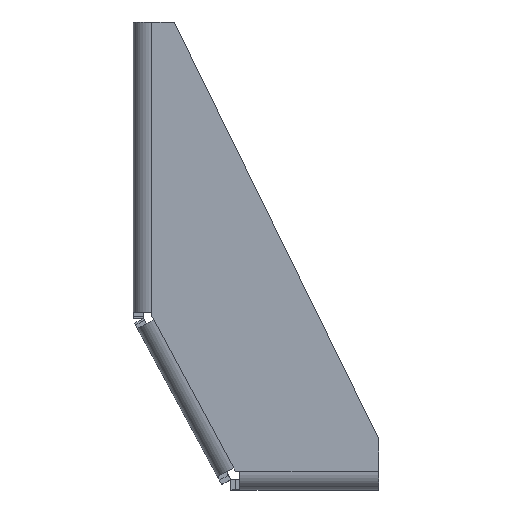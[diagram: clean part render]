
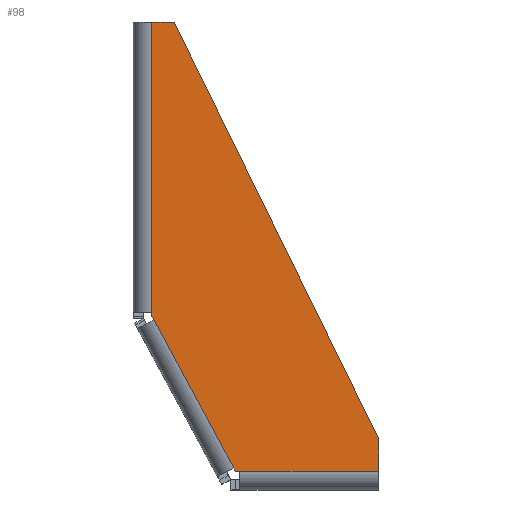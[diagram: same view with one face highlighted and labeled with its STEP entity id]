
A CAD part, top view. The second image highlights one B-rep face of the part: STEP entity #98.
In plain terms, the highlighted planar face has unit normal (0, 0, 1).
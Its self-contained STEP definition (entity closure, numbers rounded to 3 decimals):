
#35 = LINE ( 'NONE', #931, #988 ) ;
#44 = CARTESIAN_POINT ( 'NONE',  ( 60., 8., 0. ) ) ;
#98 = ADVANCED_FACE ( 'NONE', ( #99 ), #819, .T. ) ;
#99 = FACE_OUTER_BOUND ( 'NONE', #470, .T. ) ;
#111 = VECTOR ( 'NONE', #921, 1000. ) ;
#117 = VERTEX_POINT ( 'NONE', #1221 ) ;
#152 = DIRECTION ( 'NONE',  ( -1., 0., 0. ) ) ;
#157 = DIRECTION ( 'NONE',  ( -1., 0., 0. ) ) ;
#190 = EDGE_CURVE ( 'NONE', #716, #1531, #230, .T. ) ;
#210 = VECTOR ( 'NONE', #157, 1000. ) ;
#222 = EDGE_CURVE ( 'NONE', #1650, #716, #496, .T. ) ;
#230 = LINE ( 'NONE', #841, #701 ) ;
#244 = LINE ( 'NONE', #1308, #1576 ) ;
#301 = CARTESIAN_POINT ( 'NONE',  ( 4.5, 110., 0. ) ) ;
#311 = CARTESIAN_POINT ( 'NONE',  ( 10., 110., 0. ) ) ;
#353 = VERTEX_POINT ( 'NONE', #1117 ) ;
#429 = DIRECTION ( 'NONE',  ( 0., -1., 0. ) ) ;
#450 = CARTESIAN_POINT ( 'NONE',  ( 4.5, 39., 0. ) ) ;
#470 = EDGE_LOOP ( 'NONE', ( #1010, #1304, #1082, #1473, #1283, #1607, #540, #1001, #1574, #1296 ) ) ;
#477 = EDGE_CURVE ( 'NONE', #1593, #653, #1448, .T. ) ;
#496 = LINE ( 'NONE', #301, #1162 ) ;
#527 = EDGE_CURVE ( 'NONE', #1643, #1650, #669, .T. ) ;
#536 = EDGE_CURVE ( 'NONE', #1553, #1593, #1331, .T. ) ;
#540 = ORIENTED_EDGE ( 'NONE', *, *, #477, .F. ) ;
#560 = CARTESIAN_POINT ( 'NONE',  ( 60., 0., 0. ) ) ;
#561 = DIRECTION ( 'NONE',  ( 1., 0., 0. ) ) ;
#573 = LINE ( 'NONE', #1015, #1230 ) ;
#633 = VECTOR ( 'NONE', #807, 1000. ) ;
#653 = VERTEX_POINT ( 'NONE', #1594 ) ;
#667 = CARTESIAN_POINT ( 'NONE',  ( 60., 110., 0. ) ) ;
#669 = LINE ( 'NONE', #1326, #1374 ) ;
#701 = VECTOR ( 'NONE', #1083, 1000. ) ;
#704 = CARTESIAN_POINT ( 'NONE',  ( 4.5, 110., 0. ) ) ;
#716 = VERTEX_POINT ( 'NONE', #450 ) ;
#797 = EDGE_CURVE ( 'NONE', #1643, #1553, #573, .T. ) ;
#807 = DIRECTION ( 'NONE',  ( 0., -1., 0. ) ) ;
#819 = PLANE ( 'NONE',  #1456 ) ;
#836 = EDGE_CURVE ( 'NONE', #353, #117, #1560, .T. ) ;
#841 = CARTESIAN_POINT ( 'NONE',  ( 4.5, 110., 0. ) ) ;
#844 = VECTOR ( 'NONE', #884, 1000. ) ;
#858 = VERTEX_POINT ( 'NONE', #1408 ) ;
#884 = DIRECTION ( 'NONE',  ( -0.475, 0.88, 0. ) ) ;
#902 = LINE ( 'NONE', #1452, #210 ) ;
#918 = DIRECTION ( 'NONE',  ( -0.475, 0.88, 0. ) ) ;
#921 = DIRECTION ( 'NONE',  ( -1., 0., 0. ) ) ;
#931 = CARTESIAN_POINT ( 'NONE',  ( 4.975, 37.12, 0. ) ) ;
#955 = CARTESIAN_POINT ( 'NONE',  ( 0., 110., 0. ) ) ;
#988 = VECTOR ( 'NONE', #1064, 1000. ) ;
#995 = EDGE_CURVE ( 'NONE', #117, #858, #244, .T. ) ;
#1001 = ORIENTED_EDGE ( 'NONE', *, *, #536, .F. ) ;
#1010 = ORIENTED_EDGE ( 'NONE', *, *, #222, .T. ) ;
#1015 = CARTESIAN_POINT ( 'NONE',  ( 8.063, 113.952, 0. ) ) ;
#1064 = DIRECTION ( 'NONE',  ( -0.475, 0.88, 0. ) ) ;
#1082 = ORIENTED_EDGE ( 'NONE', *, *, #1478, .F. ) ;
#1083 = DIRECTION ( 'NONE',  ( 0., -1., 0. ) ) ;
#1117 = CARTESIAN_POINT ( 'NONE',  ( 25., 0., 0. ) ) ;
#1162 = VECTOR ( 'NONE', #429, 1000. ) ;
#1189 = CARTESIAN_POINT ( 'NONE',  ( 0., 0., 0. ) ) ;
#1221 = CARTESIAN_POINT ( 'NONE',  ( 24.525, 0.88, 0. ) ) ;
#1230 = VECTOR ( 'NONE', #1402, 1000. ) ;
#1283 = ORIENTED_EDGE ( 'NONE', *, *, #836, .F. ) ;
#1296 = ORIENTED_EDGE ( 'NONE', *, *, #527, .T. ) ;
#1304 = ORIENTED_EDGE ( 'NONE', *, *, #190, .T. ) ;
#1308 = CARTESIAN_POINT ( 'NONE',  ( -26.601, 95.65, 0. ) ) ;
#1326 = CARTESIAN_POINT ( 'NONE',  ( 0., 110., 0. ) ) ;
#1331 = LINE ( 'NONE', #667, #633 ) ;
#1335 = CARTESIAN_POINT ( 'NONE',  ( 4.5, 38., 0. ) ) ;
#1346 = DIRECTION ( 'NONE',  ( 0., 0., 1. ) ) ;
#1374 = VECTOR ( 'NONE', #152, 1000. ) ;
#1399 = CARTESIAN_POINT ( 'NONE',  ( -26.601, 95.65, 0. ) ) ;
#1402 = DIRECTION ( 'NONE',  ( 0.44, -0.898, 0. ) ) ;
#1408 = CARTESIAN_POINT ( 'NONE',  ( 4.975, 37.12, 0. ) ) ;
#1448 = LINE ( 'NONE', #1189, #111 ) ;
#1452 = CARTESIAN_POINT ( 'NONE',  ( 26., 0., 0. ) ) ;
#1456 = AXIS2_PLACEMENT_3D ( 'NONE', #955, #1346, #561 ) ;
#1473 = ORIENTED_EDGE ( 'NONE', *, *, #995, .F. ) ;
#1478 = EDGE_CURVE ( 'NONE', #858, #1531, #35, .T. ) ;
#1519 = EDGE_CURVE ( 'NONE', #653, #353, #902, .T. ) ;
#1531 = VERTEX_POINT ( 'NONE', #1335 ) ;
#1553 = VERTEX_POINT ( 'NONE', #44 ) ;
#1560 = LINE ( 'NONE', #1399, #844 ) ;
#1574 = ORIENTED_EDGE ( 'NONE', *, *, #797, .F. ) ;
#1576 = VECTOR ( 'NONE', #918, 1000. ) ;
#1593 = VERTEX_POINT ( 'NONE', #560 ) ;
#1594 = CARTESIAN_POINT ( 'NONE',  ( 26., 0., 0. ) ) ;
#1607 = ORIENTED_EDGE ( 'NONE', *, *, #1519, .F. ) ;
#1643 = VERTEX_POINT ( 'NONE', #311 ) ;
#1650 = VERTEX_POINT ( 'NONE', #704 ) ;
